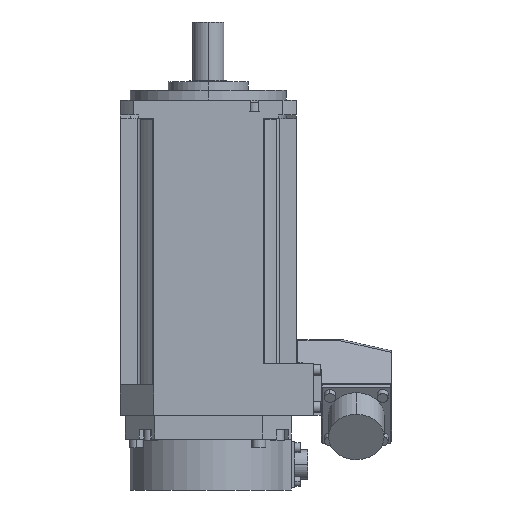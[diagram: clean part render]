
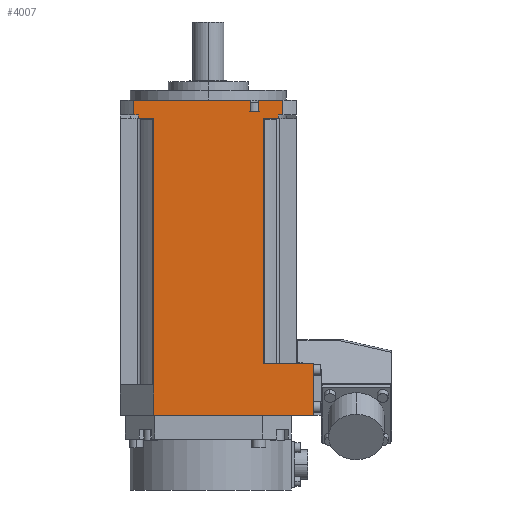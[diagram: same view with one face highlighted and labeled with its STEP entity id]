
A CAD part, left-side view. The second image highlights one B-rep face of the part: STEP entity #4007.
In plain terms, the highlighted planar face has unit normal (-1, 0, 0).
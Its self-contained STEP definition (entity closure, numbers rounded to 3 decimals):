
#112=DIRECTION('',(0.,-1.,0.));
#113=VECTOR('',#112,25.8);
#114=CARTESIAN_POINT('',(-45.,-28.,-135.));
#115=LINE('',#114,#113);
#116=DIRECTION('',(0.,0.,-1.));
#117=VECTOR('',#116,26.3);
#118=CARTESIAN_POINT('',(-45.,-53.8,-135.));
#119=LINE('',#118,#117);
#120=DIRECTION('',(0.,1.,0.));
#121=VECTOR('',#120,81.8);
#122=CARTESIAN_POINT('',(-45.,-53.8,-161.3));
#123=LINE('',#122,#121);
#124=DIRECTION('',(0.,-1.,0.));
#125=VECTOR('',#124,59.884);
#126=CARTESIAN_POINT('',(-45.,38.158,0.));
#127=LINE('',#126,#125);
#128=DIRECTION('',(0.,0.,-1.));
#129=VECTOR('',#128,6.);
#130=CARTESIAN_POINT('',(-45.,-21.727,0.));
#131=LINE('',#130,#129);
#132=DIRECTION('',(0.,0.,1.));
#133=VECTOR('',#132,6.);
#134=CARTESIAN_POINT('',(-45.,-25.523,-6.));
#135=LINE('',#134,#133);
#136=DIRECTION('',(0.,-1.,0.));
#137=VECTOR('',#136,12.634);
#138=CARTESIAN_POINT('',(-45.,-25.523,0.));
#139=LINE('',#138,#137);
#2070=DIRECTION('',(0.,0.,-1.));
#2071=VECTOR('',#2070,7.5);
#2072=CARTESIAN_POINT('',(-45.,38.158,0.));
#2073=LINE('',#2072,#2071);
#2087=DIRECTION('',(0.,-1.,0.));
#2088=VECTOR('',#2087,2.35);
#2089=CARTESIAN_POINT('',(-45.,38.158,-7.5));
#2090=LINE('',#2089,#2088);
#2145=DIRECTION('',(0.,0.,-1.));
#2146=VECTOR('',#2145,2.);
#2147=CARTESIAN_POINT('',(-45.,35.808,-7.5));
#2148=LINE('',#2147,#2146);
#2149=DIRECTION('',(0.,-1.,0.));
#2150=VECTOR('',#2149,7.808);
#2151=CARTESIAN_POINT('',(-45.,35.808,-9.5));
#2152=LINE('',#2151,#2150);
#2176=DIRECTION('',(0.,0.,-1.));
#2177=VECTOR('',#2176,136.2);
#2178=CARTESIAN_POINT('',(-45.,28.,-9.5));
#2179=LINE('',#2178,#2177);
#2203=DIRECTION('',(0.,0.,-1.));
#2204=VECTOR('',#2203,15.6);
#2205=CARTESIAN_POINT('',(-45.,28.,-145.7));
#2206=LINE('',#2205,#2204);
#2342=DIRECTION('',(0.,-1.,0.));
#2343=VECTOR('',#2342,7.808);
#2344=CARTESIAN_POINT('',(-45.,-28.,-9.5));
#2345=LINE('',#2344,#2343);
#2369=DIRECTION('',(0.,0.,1.));
#2370=VECTOR('',#2369,2.);
#2371=CARTESIAN_POINT('',(-45.,-35.808,-9.5));
#2372=LINE('',#2371,#2370);
#2377=DIRECTION('',(0.,-1.,0.));
#2378=VECTOR('',#2377,2.35);
#2379=CARTESIAN_POINT('',(-45.,-35.808,-7.5));
#2380=LINE('',#2379,#2378);
#2409=DIRECTION('',(0.,0.,1.));
#2410=VECTOR('',#2409,7.5);
#2411=CARTESIAN_POINT('',(-45.,-38.158,-7.5));
#2412=LINE('',#2411,#2410);
#2452=DIRECTION('',(0.,0.,1.));
#2453=VECTOR('',#2452,125.5);
#2454=CARTESIAN_POINT('',(-45.,-28.,-135.));
#2455=LINE('',#2454,#2453);
#2509=DIRECTION('',(0.,1.,0.));
#2510=VECTOR('',#2509,3.797);
#2511=CARTESIAN_POINT('',(-45.,-25.523,-6.));
#2512=LINE('',#2511,#2510);
#2988=CARTESIAN_POINT('',(-45.,38.158,0.));
#2989=CARTESIAN_POINT('',(-45.,-21.727,0.));
#2990=VERTEX_POINT('',#2988);
#2991=VERTEX_POINT('',#2989);
#3016=CARTESIAN_POINT('',(-45.,-38.158,0.));
#3017=VERTEX_POINT('',#3016);
#3018=CARTESIAN_POINT('',(-45.,-25.523,0.));
#3019=VERTEX_POINT('',#3018);
#3036=CARTESIAN_POINT('',(-45.,-21.727,-6.));
#3037=CARTESIAN_POINT('',(-45.,-25.523,-6.));
#3038=VERTEX_POINT('',#3036);
#3039=VERTEX_POINT('',#3037);
#3040=CARTESIAN_POINT('',(-45.,35.808,-9.5));
#3041=CARTESIAN_POINT('',(-45.,28.,-9.5));
#3042=VERTEX_POINT('',#3040);
#3043=VERTEX_POINT('',#3041);
#3044=CARTESIAN_POINT('',(-45.,38.158,-7.5));
#3045=CARTESIAN_POINT('',(-45.,35.808,-7.5));
#3046=VERTEX_POINT('',#3044);
#3047=VERTEX_POINT('',#3045);
#3048=CARTESIAN_POINT('',(-45.,-35.808,-7.5));
#3049=CARTESIAN_POINT('',(-45.,-38.158,-7.5));
#3050=VERTEX_POINT('',#3048);
#3051=VERTEX_POINT('',#3049);
#3052=CARTESIAN_POINT('',(-45.,-35.808,-9.5));
#3053=VERTEX_POINT('',#3052);
#3054=CARTESIAN_POINT('',(-45.,-28.,-9.5));
#3055=VERTEX_POINT('',#3054);
#3056=CARTESIAN_POINT('',(-45.,28.,-145.7));
#3057=CARTESIAN_POINT('',(-45.,28.,-161.3));
#3058=VERTEX_POINT('',#3056);
#3059=VERTEX_POINT('',#3057);
#3182=CARTESIAN_POINT('',(-45.,-28.,-135.));
#3183=VERTEX_POINT('',#3182);
#3726=CARTESIAN_POINT('',(-45.,-53.8,-161.3));
#3727=VERTEX_POINT('',#3726);
#3728=CARTESIAN_POINT('',(-45.,-53.8,-135.));
#3729=VERTEX_POINT('',#3728);
#3966=CARTESIAN_POINT('',(-45.,-4.921,-80.65));
#3967=DIRECTION('',(1.,0.,0.));
#3968=DIRECTION('',(0.,-1.,0.));
#3969=AXIS2_PLACEMENT_3D('',#3966,#3967,#3968);
#3970=PLANE('',#3969);
#3972=ORIENTED_EDGE('',*,*,#3971,.T.);
#3974=ORIENTED_EDGE('',*,*,#3973,.T.);
#3976=ORIENTED_EDGE('',*,*,#3975,.T.);
#3978=ORIENTED_EDGE('',*,*,#3977,.F.);
#3980=ORIENTED_EDGE('',*,*,#3979,.F.);
#3982=ORIENTED_EDGE('',*,*,#3981,.F.);
#3984=ORIENTED_EDGE('',*,*,#3983,.F.);
#3986=ORIENTED_EDGE('',*,*,#3985,.F.);
#3988=ORIENTED_EDGE('',*,*,#3987,.F.);
#3989=ORIENTED_EDGE('',*,*,#3889,.T.);
#3990=ORIENTED_EDGE('',*,*,#3961,.T.);
#3992=ORIENTED_EDGE('',*,*,#3991,.F.);
#3993=ORIENTED_EDGE('',*,*,#3957,.T.);
#3994=ORIENTED_EDGE('',*,*,#3917,.T.);
#3996=ORIENTED_EDGE('',*,*,#3995,.F.);
#3998=ORIENTED_EDGE('',*,*,#3997,.F.);
#4000=ORIENTED_EDGE('',*,*,#3999,.F.);
#4002=ORIENTED_EDGE('',*,*,#4001,.F.);
#4004=ORIENTED_EDGE('',*,*,#4003,.F.);
#4005=EDGE_LOOP('',(#3972,#3974,#3976,#3978,#3980,#3982,#3984,#3986,#3988,#3989,
#3990,#3992,#3993,#3994,#3996,#3998,#4000,#4002,#4004));
#4006=FACE_OUTER_BOUND('',#4005,.F.);
#4007=ADVANCED_FACE('',(#4006),#3970,.F.);
#3889=EDGE_CURVE('',#2990,#2991,#127,.T.);
#3917=EDGE_CURVE('',#3019,#3017,#139,.T.);
#3957=EDGE_CURVE('',#3039,#3019,#135,.T.);
#3961=EDGE_CURVE('',#2991,#3038,#131,.T.);
#3971=EDGE_CURVE('',#3183,#3729,#115,.T.);
#3973=EDGE_CURVE('',#3729,#3727,#119,.T.);
#3975=EDGE_CURVE('',#3727,#3059,#123,.T.);
#3977=EDGE_CURVE('',#3058,#3059,#2206,.T.);
#3979=EDGE_CURVE('',#3043,#3058,#2179,.T.);
#3981=EDGE_CURVE('',#3042,#3043,#2152,.T.);
#3983=EDGE_CURVE('',#3047,#3042,#2148,.T.);
#3985=EDGE_CURVE('',#3046,#3047,#2090,.T.);
#3987=EDGE_CURVE('',#2990,#3046,#2073,.T.);
#3991=EDGE_CURVE('',#3039,#3038,#2512,.T.);
#3995=EDGE_CURVE('',#3051,#3017,#2412,.T.);
#3997=EDGE_CURVE('',#3050,#3051,#2380,.T.);
#3999=EDGE_CURVE('',#3053,#3050,#2372,.T.);
#4001=EDGE_CURVE('',#3055,#3053,#2345,.T.);
#4003=EDGE_CURVE('',#3183,#3055,#2455,.T.);
